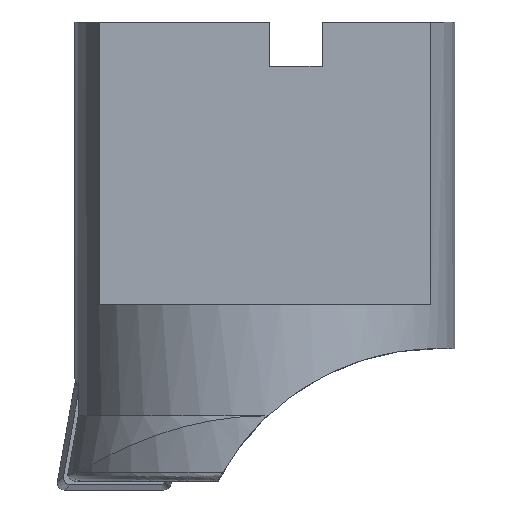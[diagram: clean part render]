
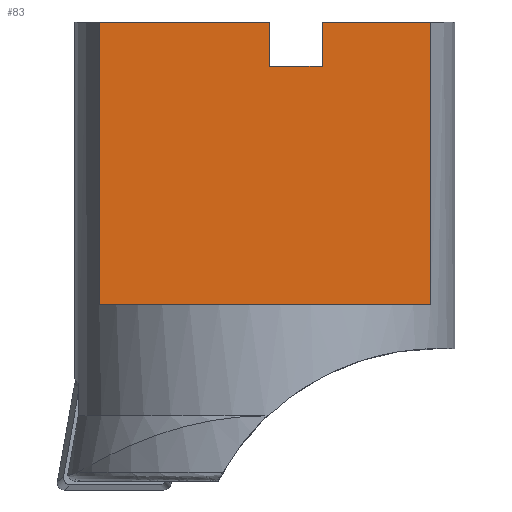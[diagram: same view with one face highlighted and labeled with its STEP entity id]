
A CAD part, front view. The second image highlights one B-rep face of the part: STEP entity #83.
In plain terms, the highlighted planar face has unit normal (0, -1, 0).
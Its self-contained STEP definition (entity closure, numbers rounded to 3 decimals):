
#83=ADVANCED_FACE('',(#132),#106,.F.);
#106=PLANE('',#635);
#132=FACE_OUTER_BOUND('',#162,.T.);
#162=EDGE_LOOP('',(#373,#374,#375,#376,#377,#378,#379,#380));
#200=LINE('',#874,#250);
#201=LINE('',#878,#251);
#206=LINE('',#1082,#257);
#208=LINE('',#1086,#259);
#211=LINE('',#1092,#262);
#212=LINE('',#1094,#263);
#213=LINE('',#1096,#264);
#214=LINE('',#1097,#265);
#250=VECTOR('',#705,1.);
#251=VECTOR('',#708,1.);
#257=VECTOR('',#736,1.);
#259=VECTOR('',#740,1.);
#262=VECTOR('',#745,1.);
#263=VECTOR('',#748,1.);
#264=VECTOR('',#749,1.);
#265=VECTOR('',#750,1.);
#373=ORIENTED_EDGE('',*,*,#541,.T.);
#374=ORIENTED_EDGE('',*,*,#542,.F.);
#375=ORIENTED_EDGE('',*,*,#537,.T.);
#376=ORIENTED_EDGE('',*,*,#519,.F.);
#377=ORIENTED_EDGE('',*,*,#543,.F.);
#378=ORIENTED_EDGE('',*,*,#517,.T.);
#379=ORIENTED_EDGE('',*,*,#535,.T.);
#380=ORIENTED_EDGE('',*,*,#540,.T.);
#461=VERTEX_POINT('',#873);
#462=VERTEX_POINT('',#875);
#463=VERTEX_POINT('',#877);
#464=VERTEX_POINT('',#879);
#471=VERTEX_POINT('',#1083);
#472=VERTEX_POINT('',#1087);
#473=VERTEX_POINT('',#1091);
#474=VERTEX_POINT('',#1095);
#517=EDGE_CURVE('',#462,#461,#200,.T.);
#519=EDGE_CURVE('',#463,#464,#201,.T.);
#535=EDGE_CURVE('',#461,#471,#206,.T.);
#537=EDGE_CURVE('',#472,#464,#208,.T.);
#540=EDGE_CURVE('',#471,#473,#211,.T.);
#541=EDGE_CURVE('',#473,#474,#212,.T.);
#542=EDGE_CURVE('',#472,#474,#213,.T.);
#543=EDGE_CURVE('',#462,#463,#214,.T.);
#635=AXIS2_PLACEMENT_3D('',#1098,#751,#752);
#705=DIRECTION('',(0.,0.,1.));
#708=DIRECTION('',(0.,0.,1.));
#736=DIRECTION('',(-1.,0.,0.));
#740=DIRECTION('',(-1.,0.,0.));
#745=DIRECTION('',(0.,0.,-1.));
#748=DIRECTION('',(-1.,0.,0.));
#749=DIRECTION('',(0.,0.,-1.));
#750=DIRECTION('',(-1.,0.,0.));
#751=DIRECTION('',(0.,1.,0.));
#752=DIRECTION('',(1.,0.,0.));
#873=CARTESIAN_POINT('',(7.631,0.,0.));
#874=CARTESIAN_POINT('',(7.631,0.,-16.));
#875=CARTESIAN_POINT('',(7.631,0.,-16.));
#877=CARTESIAN_POINT('',(-11.131,0.,-16.));
#878=CARTESIAN_POINT('',(-11.131,0.,-16.));
#879=CARTESIAN_POINT('',(-11.131,0.,0.));
#1082=CARTESIAN_POINT('',(7.631,0.,0.));
#1083=CARTESIAN_POINT('',(1.5,0.,0.));
#1086=CARTESIAN_POINT('',(-1.5,0.,0.));
#1087=CARTESIAN_POINT('',(-1.5,0.,0.));
#1091=CARTESIAN_POINT('',(1.5,0.,-2.5));
#1092=CARTESIAN_POINT('',(1.5,0.,0.));
#1094=CARTESIAN_POINT('',(1.5,0.,-2.5));
#1095=CARTESIAN_POINT('',(-1.5,0.,-2.5));
#1096=CARTESIAN_POINT('',(-1.5,0.,0.));
#1097=CARTESIAN_POINT('',(7.631,0.,-16.));
#1098=CARTESIAN_POINT('',(7.631,0.,0.));
